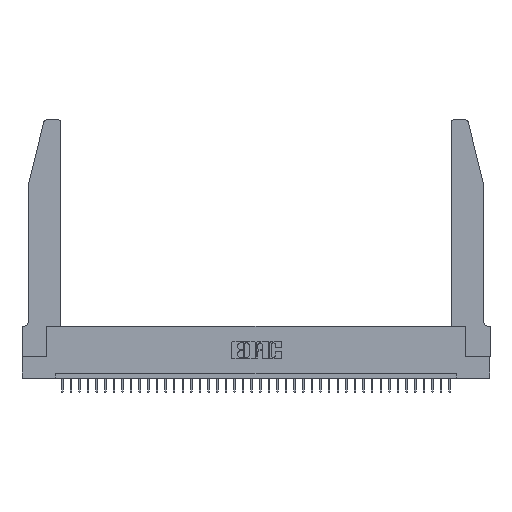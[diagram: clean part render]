
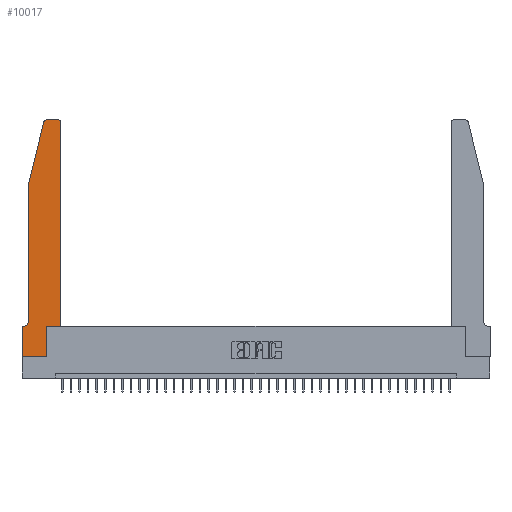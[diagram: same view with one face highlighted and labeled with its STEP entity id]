
A CAD part, top view. The second image highlights one B-rep face of the part: STEP entity #10017.
In plain terms, the highlighted planar face has unit normal (0, 0, 1).
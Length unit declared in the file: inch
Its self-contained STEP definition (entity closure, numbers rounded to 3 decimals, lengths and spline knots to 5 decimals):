
#309 = AXIS2_PLACEMENT_3D ( 'NONE', #5372, #26136, #8473 ) ;
#330 = LINE ( 'NONE', #1560, #18182 ) ;
#338 = VECTOR ( 'NONE', #29769, 39.37008 ) ;
#347 = ORIENTED_EDGE ( 'NONE', *, *, #9531, .T. ) ;
#458 = DIRECTION ( 'NONE',  ( 0., -1., 0. ) ) ;
#623 = VECTOR ( 'NONE', #33416, 39.37008 ) ;
#1196 = LINE ( 'NONE', #23105, #15278 ) ;
#1560 = CARTESIAN_POINT ( 'NONE',  ( 0., 0., 0.37 ) ) ;
#2006 = ORIENTED_EDGE ( 'NONE', *, *, #11133, .T. ) ;
#2045 = ORIENTED_EDGE ( 'NONE', *, *, #17371, .T. ) ;
#2070 = CARTESIAN_POINT ( 'NONE',  ( 0.25487, 2.72718, 0.37 ) ) ;
#2303 = VECTOR ( 'NONE', #16186, 39.37008 ) ;
#2801 = EDGE_CURVE ( 'NONE', #17036, #30666, #330, .T. ) ;
#3181 = EDGE_CURVE ( 'NONE', #5685, #6314, #29515, .T. ) ;
#3501 = DIRECTION ( 'NONE',  ( -1., 0., 0. ) ) ;
#4061 = CARTESIAN_POINT ( 'NONE',  ( 0.0755, 0.42, 0.37 ) ) ;
#4420 = ORIENTED_EDGE ( 'NONE', *, *, #38688, .T. ) ;
#4665 = EDGE_CURVE ( 'NONE', #16690, #35083, #34566, .T. ) ;
#4887 = LINE ( 'NONE', #34329, #20862 ) ;
#5095 = AXIS2_PLACEMENT_3D ( 'NONE', #14744, #14236, #26338 ) ;
#5372 = CARTESIAN_POINT ( 'NONE',  ( 0.4205, 2.72, 0.37 ) ) ;
#5622 = CARTESIAN_POINT ( 'NONE',  ( 0.2605, 2.75, 0.37 ) ) ;
#5685 = VERTEX_POINT ( 'NONE', #12871 ) ;
#5754 = CARTESIAN_POINT ( 'NONE',  ( 0.284, 2.72, 0.37 ) ) ;
#6173 = LINE ( 'NONE', #36483, #27818 ) ;
#6203 = CARTESIAN_POINT ( 'NONE',  ( 0., 0., 0.37 ) ) ;
#6314 = VERTEX_POINT ( 'NONE', #31667 ) ;
#6605 = CARTESIAN_POINT ( 'NONE',  ( 0.0755, 2., 0.37 ) ) ;
#7196 = CARTESIAN_POINT ( 'NONE',  ( 0.2865, 0., 0.37 ) ) ;
#7306 = LINE ( 'NONE', #13429, #37405 ) ;
#7738 = DIRECTION ( 'NONE',  ( 1., 0., 0. ) ) ;
#8310 = DIRECTION ( 'NONE',  ( -1., 0., 0. ) ) ;
#8473 = DIRECTION ( 'NONE',  ( 1., 0., 0. ) ) ;
#9520 = CIRCLE ( 'NONE', #38459, 0.07 ) ;
#9531 = EDGE_CURVE ( 'NONE', #34137, #17036, #1196, .T. ) ;
#10017 = ADVANCED_FACE ( 'NONE', ( #18079 ), #23561, .T. ) ;
#10279 = CARTESIAN_POINT ( 'NONE',  ( 0.284, 2.75, 0.37 ) ) ;
#10628 = EDGE_CURVE ( 'NONE', #33509, #5685, #4887, .T. ) ;
#11133 = EDGE_CURVE ( 'NONE', #31067, #16690, #30200, .T. ) ;
#11760 = VERTEX_POINT ( 'NONE', #4061 ) ;
#12871 = CARTESIAN_POINT ( 'NONE',  ( 0.4505, 2.72, 0.37 ) ) ;
#13429 = CARTESIAN_POINT ( 'NONE',  ( 0.4505, 0.35, 0.37 ) ) ;
#13630 = EDGE_CURVE ( 'NONE', #31758, #28740, #21507, .T. ) ;
#13770 = VECTOR ( 'NONE', #18445, 39.37008 ) ;
#13996 = CARTESIAN_POINT ( 'NONE',  ( 0.0055, 0.42, 0.37 ) ) ;
#14236 = DIRECTION ( 'NONE',  ( 0., 0., 1. ) ) ;
#14719 = ORIENTED_EDGE ( 'NONE', *, *, #24150, .T. ) ;
#14744 = CARTESIAN_POINT ( 'NONE',  ( 0., 0.35, 0.37 ) ) ;
#14891 = ORIENTED_EDGE ( 'NONE', *, *, #4665, .T. ) ;
#15278 = VECTOR ( 'NONE', #3501, 39.37008 ) ;
#15404 = DIRECTION ( 'NONE',  ( 0., -1., 0. ) ) ;
#16186 = DIRECTION ( 'NONE',  ( 0., 1., 0. ) ) ;
#16320 = DIRECTION ( 'NONE',  ( 0., 1., 0. ) ) ;
#16690 = VERTEX_POINT ( 'NONE', #2070 ) ;
#16840 = CARTESIAN_POINT ( 'NONE',  ( 0.0055, 0.35, 0.37 ) ) ;
#16877 = DIRECTION ( 'NONE',  ( 0., 0., -1. ) ) ;
#17036 = VERTEX_POINT ( 'NONE', #18774 ) ;
#17371 = EDGE_CURVE ( 'NONE', #11760, #34137, #9520, .T. ) ;
#17729 = CARTESIAN_POINT ( 'NONE',  ( 0.2865, 0.35, 0.37 ) ) ;
#18079 = FACE_OUTER_BOUND ( 'NONE', #20335, .T. ) ;
#18182 = VECTOR ( 'NONE', #15404, 39.37008 ) ;
#18348 = ORIENTED_EDGE ( 'NONE', *, *, #2801, .T. ) ;
#18445 = DIRECTION ( 'NONE',  ( 1., 0., 0. ) ) ;
#18774 = CARTESIAN_POINT ( 'NONE',  ( 0., 0.35, 0.37 ) ) ;
#19936 = EDGE_CURVE ( 'NONE', #6314, #31067, #23453, .T. ) ;
#20335 = EDGE_LOOP ( 'NONE', ( #38912, #2006, #14891, #4420, #2045, #347, #18348, #28589, #37102, #14719, #27050, #24028 ) ) ;
#20862 = VECTOR ( 'NONE', #16320, 39.37008 ) ;
#21507 = LINE ( 'NONE', #36528, #2303 ) ;
#23105 = CARTESIAN_POINT ( 'NONE',  ( 0.0755, 0.35, 0.37 ) ) ;
#23169 = LINE ( 'NONE', #27676, #13770 ) ;
#23453 = LINE ( 'NONE', #5622, #338 ) ;
#23561 = PLANE ( 'NONE',  #5095 ) ;
#23764 = DIRECTION ( 'NONE',  ( 0., 0., 1. ) ) ;
#24028 = ORIENTED_EDGE ( 'NONE', *, *, #3181, .T. ) ;
#24150 = EDGE_CURVE ( 'NONE', #28740, #33509, #7306, .T. ) ;
#26116 = EDGE_CURVE ( 'NONE', #30666, #31758, #23169, .T. ) ;
#26136 = DIRECTION ( 'NONE',  ( 0., 0., 1. ) ) ;
#26338 = DIRECTION ( 'NONE',  ( 1., 0., 0. ) ) ;
#26616 = CARTESIAN_POINT ( 'NONE',  ( 0.4505, 0.35, 0.37 ) ) ;
#27050 = ORIENTED_EDGE ( 'NONE', *, *, #10628, .T. ) ;
#27676 = CARTESIAN_POINT ( 'NONE',  ( 0., 0., 0.37 ) ) ;
#27818 = VECTOR ( 'NONE', #458, 39.37008 ) ;
#27931 = CARTESIAN_POINT ( 'NONE',  ( 0.0755, 2., 0.37 ) ) ;
#28589 = ORIENTED_EDGE ( 'NONE', *, *, #26116, .T. ) ;
#28740 = VERTEX_POINT ( 'NONE', #17729 ) ;
#29515 = CIRCLE ( 'NONE', #309, 0.03 ) ;
#29769 = DIRECTION ( 'NONE',  ( -1., 0., 0. ) ) ;
#30200 = CIRCLE ( 'NONE', #36763, 0.03 ) ;
#30518 = DIRECTION ( 'NONE',  ( 1., 0., 0. ) ) ;
#30666 = VERTEX_POINT ( 'NONE', #6203 ) ;
#31067 = VERTEX_POINT ( 'NONE', #10279 ) ;
#31667 = CARTESIAN_POINT ( 'NONE',  ( 0.4205, 2.75, 0.37 ) ) ;
#31758 = VERTEX_POINT ( 'NONE', #7196 ) ;
#33416 = DIRECTION ( 'NONE',  ( -0.239, -0.971, 0. ) ) ;
#33509 = VERTEX_POINT ( 'NONE', #26616 ) ;
#34137 = VERTEX_POINT ( 'NONE', #16840 ) ;
#34329 = CARTESIAN_POINT ( 'NONE',  ( 0.4505, 0.35, 0.37 ) ) ;
#34566 = LINE ( 'NONE', #27931, #623 ) ;
#35083 = VERTEX_POINT ( 'NONE', #6605 ) ;
#36483 = CARTESIAN_POINT ( 'NONE',  ( 0.0755, 2., 0.37 ) ) ;
#36528 = CARTESIAN_POINT ( 'NONE',  ( 0.2865, 0.35, 0.37 ) ) ;
#36763 = AXIS2_PLACEMENT_3D ( 'NONE', #5754, #23764, #30518 ) ;
#37102 = ORIENTED_EDGE ( 'NONE', *, *, #13630, .T. ) ;
#37405 = VECTOR ( 'NONE', #7738, 39.37008 ) ;
#38459 = AXIS2_PLACEMENT_3D ( 'NONE', #13996, #16877, #8310 ) ;
#38688 = EDGE_CURVE ( 'NONE', #35083, #11760, #6173, .T. ) ;
#38912 = ORIENTED_EDGE ( 'NONE', *, *, #19936, .T. ) ;
